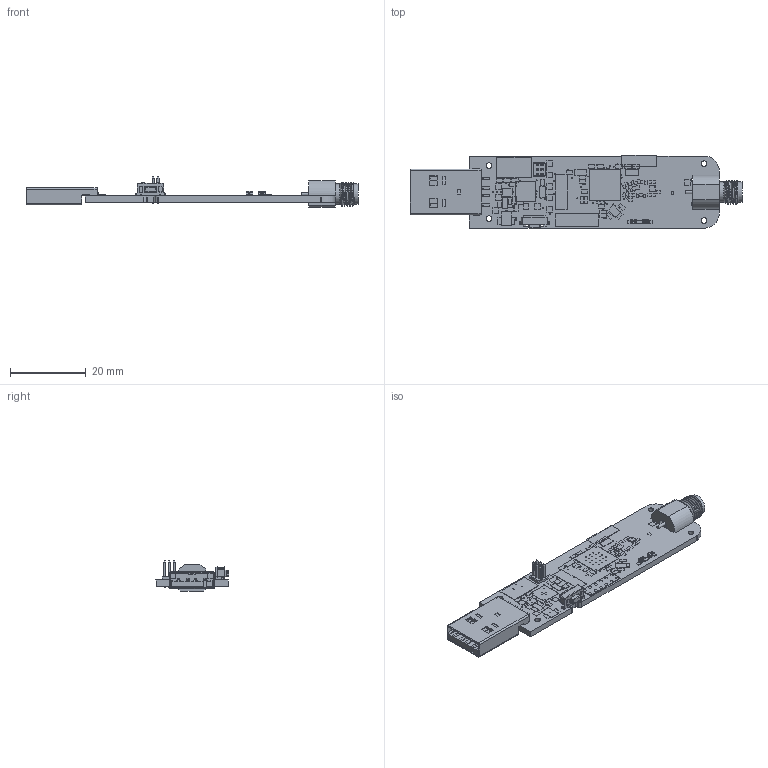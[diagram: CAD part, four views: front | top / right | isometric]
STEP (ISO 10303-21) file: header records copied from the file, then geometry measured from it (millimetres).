
FILE_DESCRIPTION(/* description */ (''),/* implementation_level */ '2;1');
FILE_NAME(/* name */ 'zzhp-RevD1 v1.step',/* time_stamp */ '2021-05-21T13:04:36+01:00',/* author */ (''),/* organization */ (''),/* preprocessor_version */ 'ST-DEVELOPER v18.1',/* originating_system */ 'Autodesk Translation Framework v10.6.0.1341',/* authorisation */ '');
FILE_SCHEMA (('AUTOMOTIVE_DESIGN { 1 0 10303 214 3 1 1 }'));
Length unit declared in the file: millimetre
Products named in the file (30): zzhp-RevD1; Board; Packages; IC_DUAL_SPI_FLASH_SOP8-208_SOP8-150; QFN50P400X400X80-21N; QFN50P700X700X100-49N; SOT65P210X110-5N; PMOD-2X6-2MM; USB-A-SMT-MOLEX_48037-2100; SOTFL50P160X60-6N; X1SON; _PKG_C_0201; _PKG_C_0402; _PKG_L_0201; _PKG_L_0603; _PKG_R_0402; 1188EP-1XX-X-X; SJ-SHORT; _PKG_LED_0603; 60312202114307; 60312202114307_Shelding; 60312202114307_insulator; 60312202114307_Signalpin; S099146R; S099146R (1); SON50P150X150X40-7N; SHENZHEN_2X3_1.27MM_TH_MALE; TP_DOT_1.5X1.5MM; XTAL-2P-3215; XTAL-4P-2016
Assembly tree (95 placements, depth 4):
  zzhp-RevD1
    Board
    Packages
      IC_DUAL_SPI_FLASH_SOP8-208_SOP8-150
      QFN50P400X400X80-21N
      QFN50P700X700X100-49N
      SOT65P210X110-5N
      PMOD-2X6-2MM
      USB-A-SMT-MOLEX_48037-2100
      SOTFL50P160X60-6N
      X1SON
      _PKG_C_0201  x16
      _PKG_C_0402  x25
      _PKG_L_0201  x10
      _PKG_L_0603  x2
      _PKG_R_0402  x6
      1188EP-1XX-X-X
      SJ-SHORT  x2
      _PKG_LED_0603
      60312202114307
        60312202114307_Shelding
        60312202114307_insulator
        60312202114307_Signalpin
      S099146R
      S099146R (1)  x2
      SON50P150X150X40-7N
      SHENZHEN_2X3_1.27MM_TH_MALE
      TP_DOT_1.5X1.5MM  x11
      XTAL-2P-3215
      XTAL-4P-2016
Bounding box: 87.66 x 19.36 x 8.1 mm (x, y, z)
Volume: 3154.9 mm3; surface area: 6670.9 mm2
Topology: 93 solids, 99 shells, 1927 faces, 4759 edges, 2948 vertices
Faces by surface type: plane 1535, cylinder 358, bspline 14, cone 10, torus 6, sphere 4
Full cylindrical faces by diameter (mm): 0.254 x102, 0.3 x1, 0.6 x6, 0.76 x1, 0.8 x14, 0.9 x2, 1 x3, 1.27 x4, 1.6 x2, 2.45 x2, 4.03 x3, 4.1 x1, 4.95 x1, 5.35 x2, 5.49 x5, 6.33 x3
Entity records: 49555 total; most frequent: CARTESIAN_POINT 9585, DIRECTION 8060, ORIENTED_EDGE 7926, EDGE_CURVE 3963, LINE 3054, VECTOR 3054, AXIS2_PLACEMENT_3D 2503, VERTEX_POINT 2420
